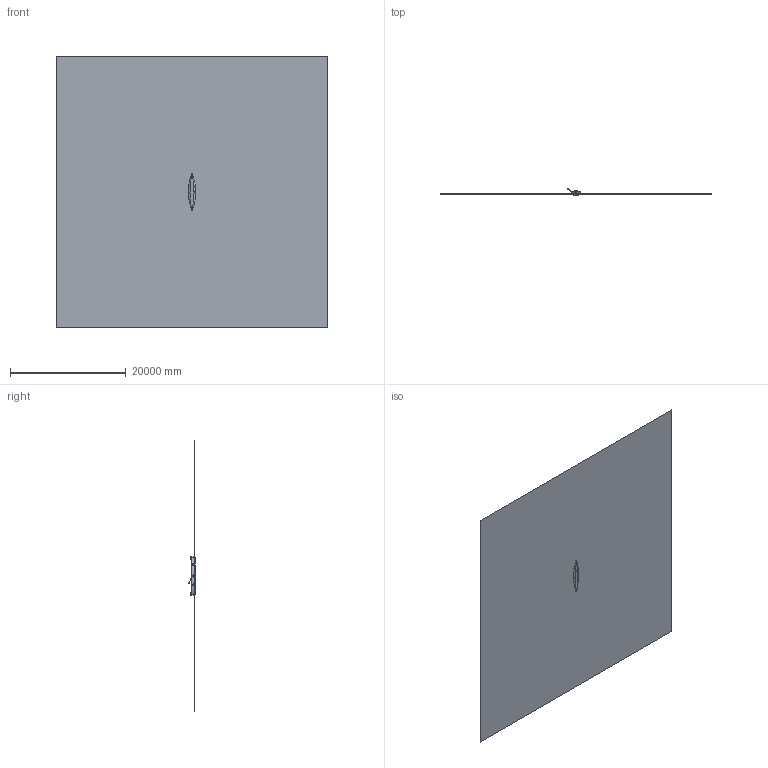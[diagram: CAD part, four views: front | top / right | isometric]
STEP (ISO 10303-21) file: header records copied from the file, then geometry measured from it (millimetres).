
FILE_DESCRIPTION(('FreeCAD Model'),'2;1');
FILE_NAME('Open CASCADE Shape Model','2025-05-03T19:57:22',('FreeCAD'),( 'FreeCAD'),'Open CASCADE STEP processor 7.6','FreeCAD','Unknown');
FILE_SCHEMA(('AUTOMOTIVE_DESIGN { 1 0 10303 214 1 1 1 1 }'));
Products named in the file (1): Open CASCADE STEP translator 7.6 1
Bounding box: 46939.6 x 1088.76 x 46939.6 mm (x, y, z)
Volume: 35989876.2 mm3; surface area: 2231436604.9 mm2
Topology: 1 solids, 9 shells, 148 faces, 347 edges, 208 vertices
Faces by surface type: bspline 148
Entity records: 145262 total; most frequent: CARTESIAN_POINT 143223, ORIENTED_EDGE 668, EDGE_CURVE 343, B_SPLINE_CURVE_WITH_KNOTS 256, VERTEX_POINT 208, FACE_BOUND 149, EDGE_LOOP 149, ADVANCED_FACE 148
